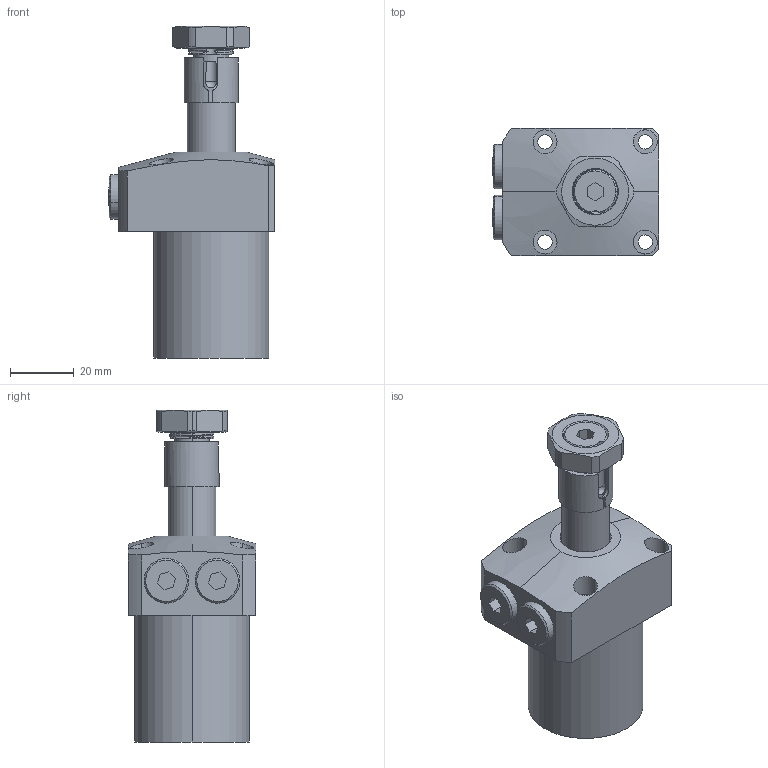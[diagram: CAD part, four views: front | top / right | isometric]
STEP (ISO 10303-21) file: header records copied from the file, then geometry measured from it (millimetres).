
FILE_DESCRIPTION (( 'STEP AP203' ), '1' );
FILE_NAME ('CHA-036SRx90G.STEP', '2019-12-07T01:41:31', ( '' ), ( '' ), 'SwSTEP 2.0', 'SolidWorks 2017', '' );
FILE_SCHEMA (( 'CONFIG_CONTROL_DESIGN' ));
Length unit declared in the file: millimetre
Products named in the file (6): CHA-036蹟譫; CHA-036活塞杆; CHA-036S袪杶; CHA-036SRx90G; G1-8黑芛; CHA-036G掛极
Assembly tree (6 placements, depth 2):
  CHA-036SRx90G
    CHA-036G掛极
    G1-8黑芛  x2
    CHA-036活塞杆
    CHA-036S袪杶
    CHA-036蹟譫
Bounding box: 52 x 40 x 104 mm (x, y, z)
Volume: 83913.1 mm3; surface area: 27764.4 mm2
Topology: 6 solids, 6 shells, 242 faces, 628 edges, 414 vertices
Faces by surface type: cylinder 127, plane 67, cone 29, bspline 18, torus 1
Entity records: 12057 total; most frequent: CARTESIAN_POINT 6847, ORIENTED_EDGE 1042, DIRECTION 856, EDGE_CURVE 521, VERTEX_POINT 344, AXIS2_PLACEMENT_3D 332, EDGE_LOOP 231, FACE_OUTER_BOUND 202
